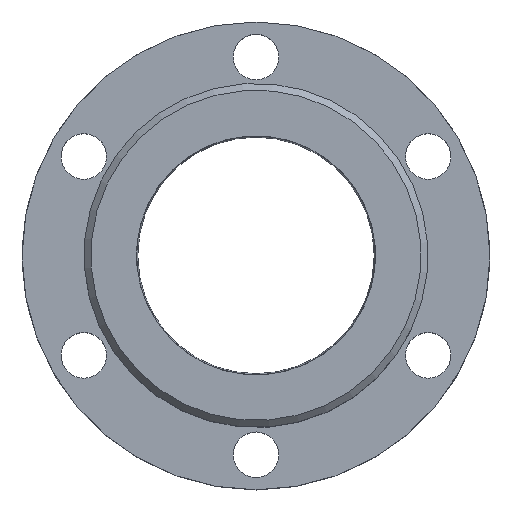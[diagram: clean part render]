
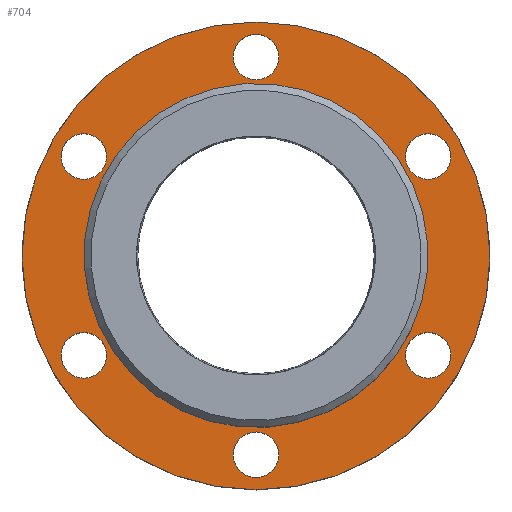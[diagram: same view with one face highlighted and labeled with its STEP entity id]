
A CAD part, top view. The second image highlights one B-rep face of the part: STEP entity #704.
In plain terms, the highlighted planar face has unit normal (0, 0, 1).
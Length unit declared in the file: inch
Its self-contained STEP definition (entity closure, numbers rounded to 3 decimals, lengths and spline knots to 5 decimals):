
#32=PLANE('',#804);
#65=FACE_BOUND('',#253,.T.);
#66=FACE_BOUND('',#254,.T.);
#67=FACE_BOUND('',#255,.T.);
#68=FACE_BOUND('',#256,.T.);
#69=FACE_BOUND('',#257,.T.);
#70=FACE_BOUND('',#258,.T.);
#71=FACE_BOUND('',#259,.T.);
#112=CIRCLE('',#774,0.1325);
#113=CIRCLE('',#776,0.1325);
#114=CIRCLE('',#778,0.1325);
#115=CIRCLE('',#780,0.1325);
#117=CIRCLE('',#783,0.1325);
#119=CIRCLE('',#786,0.1325);
#123=CIRCLE('',#792,0.8175);
#128=CIRCLE('',#802,1.36);
#180=FACE_OUTER_BOUND('',#252,.T.);
#252=EDGE_LOOP('',(#530));
#253=EDGE_LOOP('',(#531));
#254=EDGE_LOOP('',(#532));
#255=EDGE_LOOP('',(#533));
#256=EDGE_LOOP('',(#534));
#257=EDGE_LOOP('',(#535));
#258=EDGE_LOOP('',(#536));
#259=EDGE_LOOP('',(#537));
#354=VERTEX_POINT('',#1186);
#355=VERTEX_POINT('',#1189);
#356=VERTEX_POINT('',#1192);
#357=VERTEX_POINT('',#1195);
#359=VERTEX_POINT('',#1200);
#361=VERTEX_POINT('',#1205);
#365=VERTEX_POINT('',#1215);
#369=VERTEX_POINT('',#1229);
#420=EDGE_CURVE('',#354,#354,#112,.T.);
#421=EDGE_CURVE('',#355,#355,#113,.T.);
#422=EDGE_CURVE('',#356,#356,#114,.T.);
#423=EDGE_CURVE('',#357,#357,#115,.T.);
#425=EDGE_CURVE('',#359,#359,#117,.T.);
#427=EDGE_CURVE('',#361,#361,#119,.T.);
#431=EDGE_CURVE('',#365,#365,#123,.T.);
#436=EDGE_CURVE('',#369,#369,#128,.T.);
#530=ORIENTED_EDGE('',*,*,#436,.F.);
#531=ORIENTED_EDGE('',*,*,#420,.F.);
#532=ORIENTED_EDGE('',*,*,#421,.F.);
#533=ORIENTED_EDGE('',*,*,#422,.F.);
#534=ORIENTED_EDGE('',*,*,#423,.F.);
#535=ORIENTED_EDGE('',*,*,#425,.F.);
#536=ORIENTED_EDGE('',*,*,#427,.F.);
#537=ORIENTED_EDGE('',*,*,#431,.F.);
#704=ADVANCED_FACE('',(#180,#65,#66,#67,#68,#69,#70,#71),#32,.F.);
#774=AXIS2_PLACEMENT_3D('',#1187,#901,#902);
#776=AXIS2_PLACEMENT_3D('',#1190,#905,#906);
#778=AXIS2_PLACEMENT_3D('',#1193,#909,#910);
#780=AXIS2_PLACEMENT_3D('',#1196,#913,#914);
#783=AXIS2_PLACEMENT_3D('',#1201,#919,#920);
#786=AXIS2_PLACEMENT_3D('',#1206,#925,#926);
#792=AXIS2_PLACEMENT_3D('',#1216,#937,#938);
#802=AXIS2_PLACEMENT_3D('',#1230,#957,#958);
#804=AXIS2_PLACEMENT_3D('',#1232,#961,#962);
#901=DIRECTION('center_axis',(0.,0.,1.));
#902=DIRECTION('ref_axis',(-0.5,-0.866,0.));
#905=DIRECTION('center_axis',(0.,0.,1.));
#906=DIRECTION('ref_axis',(-1.,0.,0.));
#909=DIRECTION('center_axis',(0.,0.,1.));
#910=DIRECTION('ref_axis',(-0.5,0.866,0.));
#913=DIRECTION('center_axis',(0.,0.,1.));
#914=DIRECTION('ref_axis',(0.5,0.866,0.));
#919=DIRECTION('center_axis',(0.,0.,1.));
#920=DIRECTION('ref_axis',(0.5,-0.866,0.));
#925=DIRECTION('center_axis',(0.,0.,1.));
#926=DIRECTION('ref_axis',(1.,0.,0.));
#937=DIRECTION('center_axis',(0.,0.,1.));
#938=DIRECTION('ref_axis',(-1.,0.,0.));
#957=DIRECTION('center_axis',(0.,0.,-1.));
#958=DIRECTION('ref_axis',(-1.,0.,0.));
#961=DIRECTION('center_axis',(0.,0.,-1.));
#962=DIRECTION('ref_axis',(-1.,0.,0.));
#1186=CARTESIAN_POINT('',(1.06738,-0.46325,0.));
#1187=CARTESIAN_POINT('Origin',(1.00113,-0.578,0.));
#1189=CARTESIAN_POINT('',(0.1325,-1.156,0.));
#1190=CARTESIAN_POINT('Origin',(0.,-1.156,0.));
#1192=CARTESIAN_POINT('',(-0.93488,-0.69275,0.));
#1193=CARTESIAN_POINT('Origin',(-1.00113,-0.578,0.));
#1195=CARTESIAN_POINT('',(-1.06738,0.46325,0.));
#1196=CARTESIAN_POINT('Origin',(-1.00113,0.578,0.));
#1200=CARTESIAN_POINT('',(0.93488,0.69275,0.));
#1201=CARTESIAN_POINT('Origin',(1.00113,0.578,0.));
#1205=CARTESIAN_POINT('',(-0.1325,1.156,0.));
#1206=CARTESIAN_POINT('Origin',(0.,1.156,0.));
#1215=CARTESIAN_POINT('',(-0.8175,0.,0.));
#1216=CARTESIAN_POINT('Origin',(0.,0.,0.));
#1229=CARTESIAN_POINT('',(1.36,0.,0.));
#1230=CARTESIAN_POINT('Origin',(0.,0.,0.));
#1232=CARTESIAN_POINT('Origin',(0.,0.,0.));
